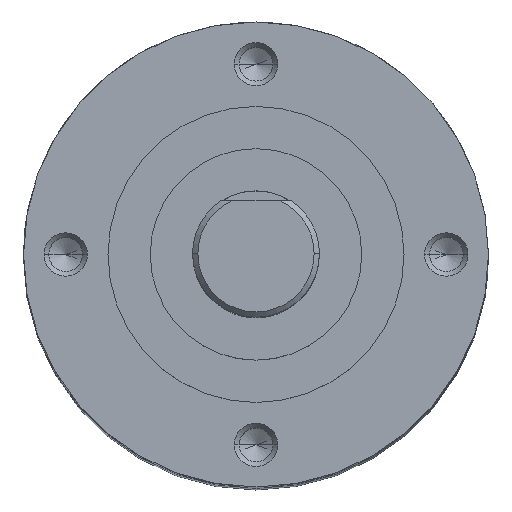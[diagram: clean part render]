
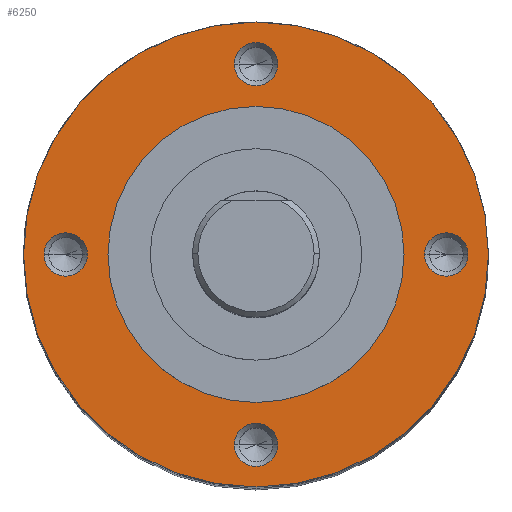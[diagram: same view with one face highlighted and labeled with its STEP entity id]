
A CAD part, top view. The second image highlights one B-rep face of the part: STEP entity #6250.
In plain terms, the highlighted planar face has unit normal (0, 0, 1).
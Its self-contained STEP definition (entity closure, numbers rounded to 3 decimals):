
#72 = CARTESIAN_POINT ( 'NONE',  ( -1.025, -9., 33.5 ) ) ;
#76 = CARTESIAN_POINT ( 'NONE',  ( 1.025, -9., 33.5 ) ) ;
#145 = CARTESIAN_POINT ( 'NONE',  ( 7., 0., 33.5 ) ) ;
#200 = CARTESIAN_POINT ( 'NONE',  ( 10.995, 0., 33.5 ) ) ;
#321 = CARTESIAN_POINT ( 'NONE',  ( -10.025, 0., 33.5 ) ) ;
#351 = CARTESIAN_POINT ( 'NONE',  ( -7.975, 0., 33.5 ) ) ;
#397 = CIRCLE ( 'NONE', #459, 7. ) ;
#422 = CARTESIAN_POINT ( 'NONE',  ( -10.995, 0., 33.5 ) ) ;
#441 = DIRECTION ( 'NONE',  ( 0., 0., 1. ) ) ;
#457 = DIRECTION ( 'NONE',  ( 1., 0., 0. ) ) ;
#459 = AXIS2_PLACEMENT_3D ( 'NONE', #474, #441, #457 ) ;
#470 = CARTESIAN_POINT ( 'NONE',  ( -7., 0., 33.5 ) ) ;
#474 = CARTESIAN_POINT ( 'NONE',  ( 0., 0., 33.5 ) ) ;
#762 = DIRECTION ( 'NONE',  ( 1., 0., 0. ) ) ;
#768 = CARTESIAN_POINT ( 'NONE',  ( 0., 0., 33.5 ) ) ;
#788 = CIRCLE ( 'NONE', #814, 1.025 ) ;
#811 = CIRCLE ( 'NONE', #836, 10.995 ) ;
#814 = AXIS2_PLACEMENT_3D ( 'NONE', #833, #832, #831 ) ;
#831 = DIRECTION ( 'NONE',  ( 1., 0., 0. ) ) ;
#832 = DIRECTION ( 'NONE',  ( 0., 0., 1. ) ) ;
#833 = CARTESIAN_POINT ( 'NONE',  ( 0., -9., 33.5 ) ) ;
#836 = AXIS2_PLACEMENT_3D ( 'NONE', #768, #882, #762 ) ;
#882 = DIRECTION ( 'NONE',  ( 0., 0., 1. ) ) ;
#948 = CIRCLE ( 'NONE', #981, 1.025 ) ;
#952 = DIRECTION ( 'NONE',  ( 1., 0., 0. ) ) ;
#953 = DIRECTION ( 'NONE',  ( 0., 0., 1. ) ) ;
#975 = CARTESIAN_POINT ( 'NONE',  ( -9., 0., 33.5 ) ) ;
#981 = AXIS2_PLACEMENT_3D ( 'NONE', #975, #953, #952 ) ;
#1939 = VERTEX_POINT ( 'NONE', #4681 ) ;
#2011 = EDGE_CURVE ( 'NONE', #1939, #2054, #4731, .T. ) ;
#2054 = VERTEX_POINT ( 'NONE', #4958 ) ;
#2097 = VERTEX_POINT ( 'NONE', #5411 ) ;
#2109 = EDGE_CURVE ( 'NONE', #2097, #2160, #6662, .T. ) ;
#2160 = VERTEX_POINT ( 'NONE', #6621 ) ;
#3468 = AXIS2_PLACEMENT_3D ( 'NONE', #3589, #3588, #3587 ) ;
#3472 = CIRCLE ( 'NONE', #3468, 7. ) ;
#3587 = DIRECTION ( 'NONE',  ( 1., 0., 0. ) ) ;
#3588 = DIRECTION ( 'NONE',  ( 0., 0., 1. ) ) ;
#3589 = CARTESIAN_POINT ( 'NONE',  ( 0., 0., 33.5 ) ) ;
#3831 = DIRECTION ( 'NONE',  ( 1., 0., 0. ) ) ;
#3848 = CIRCLE ( 'NONE', #3853, 10.995 ) ;
#3850 = DIRECTION ( 'NONE',  ( 1., 0., 0. ) ) ;
#3851 = DIRECTION ( 'NONE',  ( 0., 0., 1. ) ) ;
#3852 = CARTESIAN_POINT ( 'NONE',  ( 0., 0., 33.5 ) ) ;
#3853 = AXIS2_PLACEMENT_3D ( 'NONE', #3852, #3851, #3850 ) ;
#3854 = DIRECTION ( 'NONE',  ( 0., 0., 1. ) ) ;
#3855 = CARTESIAN_POINT ( 'NONE',  ( 0., 9., 33.5 ) ) ;
#3864 = CIRCLE ( 'NONE', #3865, 1.025 ) ;
#3865 = AXIS2_PLACEMENT_3D ( 'NONE', #3855, #3854, #3831 ) ;
#3879 = DIRECTION ( 'NONE',  ( 1., 0., 0. ) ) ;
#3880 = DIRECTION ( 'NONE',  ( 0., 0., 1. ) ) ;
#3881 = CARTESIAN_POINT ( 'NONE',  ( -9., 0., 33.5 ) ) ;
#3882 = AXIS2_PLACEMENT_3D ( 'NONE', #3881, #3880, #3879 ) ;
#3891 = CIRCLE ( 'NONE', #3882, 1.025 ) ;
#3968 = DIRECTION ( 'NONE',  ( 1., 0., 0. ) ) ;
#3969 = DIRECTION ( 'NONE',  ( 0., 0., 1. ) ) ;
#3970 = CIRCLE ( 'NONE', #3975, 1.025 ) ;
#3974 = CARTESIAN_POINT ( 'NONE',  ( 0., -9., 33.5 ) ) ;
#3975 = AXIS2_PLACEMENT_3D ( 'NONE', #3974, #3969, #3968 ) ;
#4041 = CIRCLE ( 'NONE', #4126, 1.025 ) ;
#4053 = DIRECTION ( 'NONE',  ( 1., 0., 0. ) ) ;
#4054 = DIRECTION ( 'NONE',  ( 0., 0., 1. ) ) ;
#4109 = CARTESIAN_POINT ( 'NONE',  ( 9., 0., 33.5 ) ) ;
#4126 = AXIS2_PLACEMENT_3D ( 'NONE', #4109, #4054, #4053 ) ;
#4561 = AXIS2_PLACEMENT_3D ( 'NONE', #4630, #4620, #4619 ) ;
#4572 = FACE_BOUND ( 'NONE', #6158, .T. ) ;
#4573 = FACE_OUTER_BOUND ( 'NONE', #6165, .T. ) ;
#4579 = FACE_BOUND ( 'NONE', #6221, .T. ) ;
#4583 = FACE_BOUND ( 'NONE', #6253, .T. ) ;
#4605 = PLANE ( 'NONE',  #4561 ) ;
#4619 = DIRECTION ( 'NONE',  ( 1., 0., 0. ) ) ;
#4620 = DIRECTION ( 'NONE',  ( 0., 0., 1. ) ) ;
#4630 = CARTESIAN_POINT ( 'NONE',  ( 0., 0., 33.5 ) ) ;
#4641 = FACE_BOUND ( 'NONE', #6231, .T. ) ;
#4644 = FACE_BOUND ( 'NONE', #6108, .T. ) ;
#4681 = CARTESIAN_POINT ( 'NONE',  ( -1.025, 9., 33.5 ) ) ;
#4731 = CIRCLE ( 'NONE', #4777, 1.025 ) ;
#4777 = AXIS2_PLACEMENT_3D ( 'NONE', #4808, #4805, #4804 ) ;
#4804 = DIRECTION ( 'NONE',  ( 1., 0., 0. ) ) ;
#4805 = DIRECTION ( 'NONE',  ( 0., 0., 1. ) ) ;
#4808 = CARTESIAN_POINT ( 'NONE',  ( 0., 9., 33.5 ) ) ;
#4958 = CARTESIAN_POINT ( 'NONE',  ( 1.025, 9., 33.5 ) ) ;
#5209 = EDGE_CURVE ( 'NONE', #5301, #5311, #811, .T. ) ;
#5247 = VERTEX_POINT ( 'NONE', #145 ) ;
#5301 = VERTEX_POINT ( 'NONE', #200 ) ;
#5308 = EDGE_CURVE ( 'NONE', #5247, #5313, #397, .T. ) ;
#5311 = VERTEX_POINT ( 'NONE', #422 ) ;
#5313 = VERTEX_POINT ( 'NONE', #470 ) ;
#5411 = CARTESIAN_POINT ( 'NONE',  ( 7.975, 0., 33.5 ) ) ;
#5519 = VERTEX_POINT ( 'NONE', #76 ) ;
#5522 = VERTEX_POINT ( 'NONE', #72 ) ;
#5582 = VERTEX_POINT ( 'NONE', #351 ) ;
#5583 = VERTEX_POINT ( 'NONE', #321 ) ;
#5683 = EDGE_CURVE ( 'NONE', #5522, #5519, #788, .T. ) ;
#5742 = EDGE_CURVE ( 'NONE', #5583, #5582, #948, .T. ) ;
#6108 = EDGE_LOOP ( 'NONE', ( #6156, #6159 ) ) ;
#6155 = ORIENTED_EDGE ( 'NONE', *, *, #5742, .F. ) ;
#6156 = ORIENTED_EDGE ( 'NONE', *, *, #6218, .F. ) ;
#6158 = EDGE_LOOP ( 'NONE', ( #6167, #6230 ) ) ;
#6159 = ORIENTED_EDGE ( 'NONE', *, *, #2109, .F. ) ;
#6160 = ORIENTED_EDGE ( 'NONE', *, *, #6216, .F. ) ;
#6162 = EDGE_CURVE ( 'NONE', #5313, #5247, #3472, .T. ) ;
#6164 = ORIENTED_EDGE ( 'NONE', *, *, #5683, .F. ) ;
#6165 = EDGE_LOOP ( 'NONE', ( #6166, #6229 ) ) ;
#6166 = ORIENTED_EDGE ( 'NONE', *, *, #6200, .T. ) ;
#6167 = ORIENTED_EDGE ( 'NONE', *, *, #6162, .F. ) ;
#6199 = EDGE_CURVE ( 'NONE', #5582, #5583, #3891, .T. ) ;
#6200 = EDGE_CURVE ( 'NONE', #5311, #5301, #3848, .T. ) ;
#6216 = EDGE_CURVE ( 'NONE', #2054, #1939, #3864, .T. ) ;
#6217 = ORIENTED_EDGE ( 'NONE', *, *, #6219, .F. ) ;
#6218 = EDGE_CURVE ( 'NONE', #2160, #2097, #4041, .T. ) ;
#6219 = EDGE_CURVE ( 'NONE', #5519, #5522, #3970, .T. ) ;
#6220 = ORIENTED_EDGE ( 'NONE', *, *, #6199, .F. ) ;
#6221 = EDGE_LOOP ( 'NONE', ( #6220, #6155 ) ) ;
#6229 = ORIENTED_EDGE ( 'NONE', *, *, #5209, .T. ) ;
#6230 = ORIENTED_EDGE ( 'NONE', *, *, #5308, .F. ) ;
#6231 = EDGE_LOOP ( 'NONE', ( #6160, #6251 ) ) ;
#6250 = ADVANCED_FACE ( 'NONE', ( #4641, #4644, #4583, #4579, #4573, #4572 ), #4605, .T. ) ;
#6251 = ORIENTED_EDGE ( 'NONE', *, *, #2011, .F. ) ;
#6253 = EDGE_LOOP ( 'NONE', ( #6217, #6164 ) ) ;
#6621 = CARTESIAN_POINT ( 'NONE',  ( 10.025, 0., 33.5 ) ) ;
#6655 = DIRECTION ( 'NONE',  ( 1., 0., 0. ) ) ;
#6660 = DIRECTION ( 'NONE',  ( 0., 0., 1. ) ) ;
#6661 = AXIS2_PLACEMENT_3D ( 'NONE', #6673, #6660, #6655 ) ;
#6662 = CIRCLE ( 'NONE', #6661, 1.025 ) ;
#6673 = CARTESIAN_POINT ( 'NONE',  ( 9., 0., 33.5 ) ) ;
